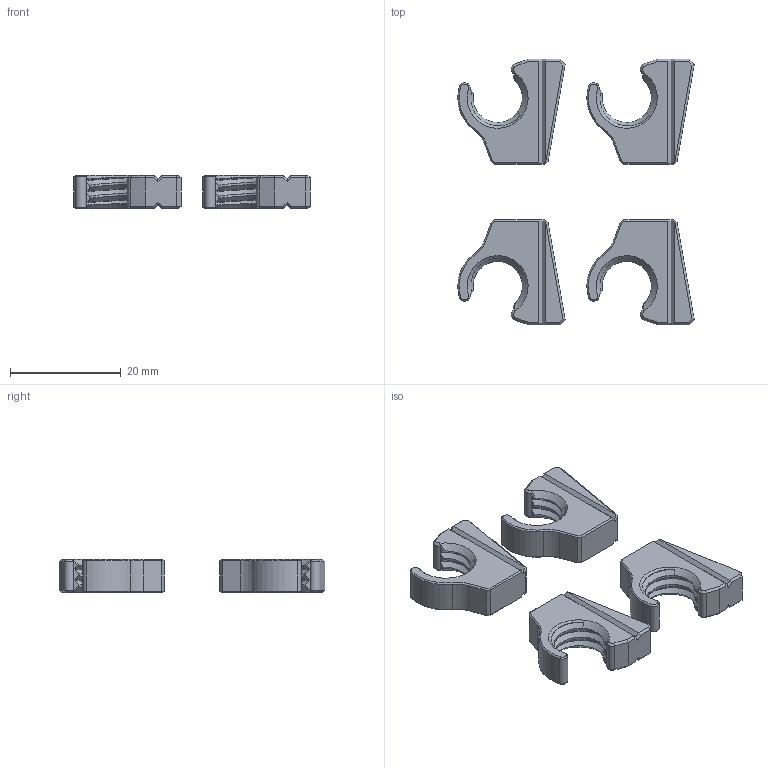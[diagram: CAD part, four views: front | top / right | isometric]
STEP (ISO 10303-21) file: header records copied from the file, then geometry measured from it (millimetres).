
FILE_DESCRIPTION(/* description */ ('STEP AP242','CAx-IF Rec.Pracs.---Representation and Presentation of Product Manufacturing Information (PMI)---4.0---2014-10-13','CAx-IF Rec.Pracs.---3D Tessellated Geometry---0.4---2014-09-14','2;1'),/* implementation_level */ '2;1');
FILE_NAME(/* name */ '66cb044b3e8e314da9d7de3f',/* time_stamp */ '2024-08-25T10:15:40Z',/* author */ (''),/* organization */ (''),/* preprocessor_version */ 'ST-DEVELOPER v20',/* originating_system */ ' ',/* authorisation */ ' ');
FILE_SCHEMA (('AP242_MANAGED_MODEL_BASED_3D_ENGINEERING_MIM_LF { 1 0 10303 442 1 1 4 }'));
Length unit declared in the file: metre
Products named in the file (4): Part 4; Part 1; Part 2; Part 3
Bounding box: 42.67 x 48 x 6 mm (x, y, z)
Volume: 4581.1 mm3; surface area: 3529.6 mm2
Topology: 4 solids, 4 shells, 316 faces, 768 edges, 460 vertices
Faces by surface type: plane 196, cylinder 44, cone 40, bspline 36
Entity records: 11765 total; most frequent: CARTESIAN_POINT 4844, ORIENTED_EDGE 1536, DIRECTION 1236, EDGE_CURVE 768, LINE 492, VECTOR 492, VERTEX_POINT 460, AXIS2_PLACEMENT_3D 372
